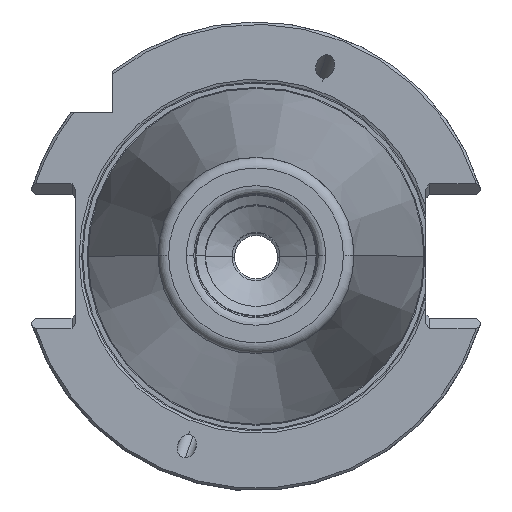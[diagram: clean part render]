
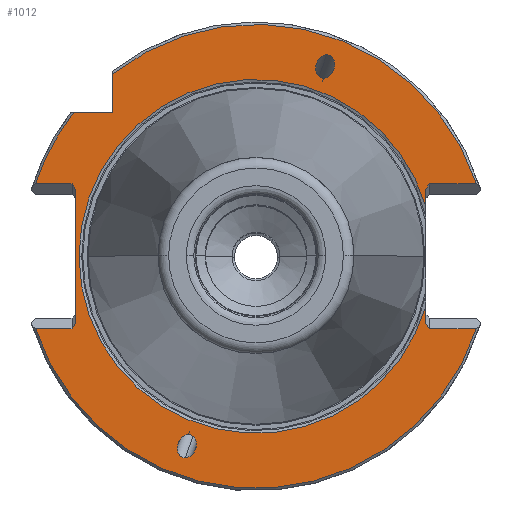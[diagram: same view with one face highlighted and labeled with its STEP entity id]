
A CAD part, top view. The second image highlights one B-rep face of the part: STEP entity #1012.
In plain terms, the highlighted planar face has unit normal (0, 0, 1).
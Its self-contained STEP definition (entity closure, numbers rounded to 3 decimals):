
#954=EDGE_CURVE('NONE',#2324,#2398,#2811,.F.);
#1012=ADVANCED_FACE('NONE',(#2877,#2878,#2879),#2880,.F.);
#1040=EDGE_CURVE('NONE',#2632,#1506,#2914,.T.);
#1042=VERTEX_POINT('NONE',#2916);
#1066=EDGE_CURVE('NONE',#1724,#2470,#2940,.T.);
#1074=EDGE_CURVE('NONE',#2230,#1042,#2950,.F.);
#1082=EDGE_CURVE('NONE',#2242,#1126,#2960,.T.);
#1126=VERTEX_POINT('NONE',#3008);
#1162=EDGE_CURVE('NONE',#1126,#1290,#3049,.F.);
#1188=EDGE_CURVE('NONE',#2324,#2244,#3077,.T.);
#1218=VERTEX_POINT('NONE',#3110);
#1228=EDGE_CURVE('NONE',#2420,#2348,#3120,.T.);
#1272=EDGE_CURVE('NONE',#2420,#2290,#3169,.F.);
#1290=VERTEX_POINT('NONE',#3188);
#1408=EDGE_CURVE('NONE',#2230,#2630,#3320,.T.);
#1506=VERTEX_POINT('NONE',#3429);
#1552=EDGE_CURVE('NONE',#2710,#1628,#3480,.T.);
#1614=VERTEX_POINT('NONE',#3545);
#1628=VERTEX_POINT('NONE',#3561);
#1636=EDGE_CURVE('NONE',#1614,#1042,#3569,.T.);
#1724=VERTEX_POINT('NONE',#3668);
#1728=EDGE_CURVE('NONE',#2348,#2314,#3672,.F.);
#1776=EDGE_CURVE('NONE',#2314,#1290,#3726,.T.);
#1922=EDGE_CURVE('NONE',#2470,#1724,#3887,.T.);
#1956=EDGE_CURVE('NONE',#1506,#2398,#3924,.T.);
#1998=EDGE_CURVE('NONE',#1628,#2710,#3969,.T.);
#2018=EDGE_CURVE('NONE',#2632,#1614,#3992,.F.);
#2230=VERTEX_POINT('NONE',#4231);
#2242=VERTEX_POINT('NONE',#4244);
#2244=VERTEX_POINT('NONE',#4246);
#2290=VERTEX_POINT('NONE',#4296);
#2314=VERTEX_POINT('NONE',#4326);
#2324=VERTEX_POINT('NONE',#4337);
#2348=VERTEX_POINT('NONE',#4365);
#2398=VERTEX_POINT('NONE',#4420);
#2420=VERTEX_POINT('NONE',#4443);
#2462=EDGE_CURVE('NONE',#2290,#1218,#4489,.F.);
#2470=VERTEX_POINT('NONE',#4498);
#2630=VERTEX_POINT('NONE',#4680);
#2632=VERTEX_POINT('NONE',#4682);
#2694=EDGE_CURVE('NONE',#2244,#2732,#4749,.F.);
#2710=VERTEX_POINT('NONE',#4769);
#2728=EDGE_CURVE('NONE',#2732,#1218,#4791,.T.);
#2732=VERTEX_POINT('NONE',#4795);
#2754=EDGE_CURVE('NONE',#2242,#2630,#4819,.F.);
#2811=CIRCLE('',#4873,48.225);
#2877=FACE_OUTER_BOUND('',#5103,.T.);
#2878=FACE_BOUND('',#5104,.T.);
#2879=FACE_BOUND('',#5105,.T.);
#2880=PLANE('',#5106);
#2914=LINE('',#5145,#5146);
#2916=CARTESIAN_POINT('',(-38.25,15.05,-1.5));
#2940=ELLIPSE('',#5232,2.48,1.9);
#2950=LINE('',#5247,#5248);
#2960=LINE('',#5259,#5260);
#3008=CARTESIAN_POINT('',(-45.816,-15.05,-1.5));
#3049=CIRCLE('',#5407,48.225);
#3077=LINE('',#5474,#5475);
#3110=CARTESIAN_POINT('',(35.3,10.348,-1.5));
#3120=LINE('',#5658,#5659);
#3169=CIRCLE('',#5727,36.786);
#3188=CARTESIAN_POINT('',(45.816,-15.05,-1.5));
#3320=LINE('',#5988,#5989);
#3429=CARTESIAN_POINT('',(-29.85,29.85,-1.5));
#3480=ELLIPSE('',#6239,2.48,1.9);
#3545=CARTESIAN_POINT('',(-45.816,15.05,-1.5));
#3561=CARTESIAN_POINT('',(-14.702,-41.887,-1.5));
#3569=LINE('',#6415,#6416);
#3668=CARTESIAN_POINT('',(14.702,41.887,-1.5));
#3672=LINE('',#6575,#6576);
#3726=LINE('',#6753,#6754);
#3887=ELLIPSE('',#7034,2.48,1.9);
#3924=LINE('',#7138,#7139);
#3969=ELLIPSE('',#7208,2.48,1.9);
#3992=CIRCLE('',#7247,48.225);
#4231=CARTESIAN_POINT('',(-37.5,13.989,-1.5));
#4244=CARTESIAN_POINT('',(-38.25,-15.05,-1.5));
#4246=CARTESIAN_POINT('',(36.05,15.05,-1.5));
#4296=CARTESIAN_POINT('',(-36.786,0.,-1.5));
#4326=CARTESIAN_POINT('',(36.05,-15.05,-1.5));
#4337=CARTESIAN_POINT('',(45.816,15.05,-1.5));
#4365=CARTESIAN_POINT('',(35.3,-13.989,-1.5));
#4420=CARTESIAN_POINT('',(-29.85,37.876,-1.5));
#4443=CARTESIAN_POINT('',(35.3,-10.348,-1.5));
#4489=CIRCLE('',#8113,36.786);
#4498=CARTESIAN_POINT('',(14.027,37.047,-1.5));
#4680=CARTESIAN_POINT('',(-37.5,-13.989,-1.5));
#4682=CARTESIAN_POINT('',(-37.876,29.85,-1.5));
#4749=LINE('',#8499,#8500);
#4769=CARTESIAN_POINT('',(-14.027,-37.047,-1.5));
#4791=LINE('',#8581,#8582);
#4795=CARTESIAN_POINT('',(35.3,13.989,-1.5));
#4819=LINE('',#8618,#8619);
#4873=AXIS2_PLACEMENT_3D('',#8741,#8742,#8743);
#5103=EDGE_LOOP('',(#8829,#8830,#8831,#8832,#8833,#8834,#8835,#8836,#8837,#8838,#8839,#8840,#8841,#8842,#8843,#8844,#8845,#8846));
#5104=EDGE_LOOP('',(#8847,#8848));
#5105=EDGE_LOOP('',(#8849,#8850));
#5106=AXIS2_PLACEMENT_3D('',#8851,#8852,#8853);
#5145=CARTESIAN_POINT('',(-26.425,29.85,-1.5));
#5146=VECTOR('',#8910,1.0);
#5232=AXIS2_PLACEMENT_3D('',#8918,#8919,#8920);
#5247=CARTESIAN_POINT('',(-12.415,-21.486,-1.5));
#5248=VECTOR('',#8931,1.0);
#5259=CARTESIAN_POINT('',(-31.95,-15.05,-1.5));
#5260=VECTOR('',#8948,1.0);
#5407=AXIS2_PLACEMENT_3D('',#9042,#9043,#9044);
#5474=CARTESIAN_POINT('',(31.25,15.05,-1.5));
#5475=VECTOR('',#9076,1.0);
#5658=CARTESIAN_POINT('',(35.3,-25.,-1.5));
#5659=VECTOR('',#9115,1.0);
#5727=AXIS2_PLACEMENT_3D('',#9172,#9173,#9174);
#5988=CARTESIAN_POINT('',(-37.5,-25.,-1.5));
#5989=VECTOR('',#9369,1.0);
#6239=AXIS2_PLACEMENT_3D('',#9551,#9552,#9553);
#6415=CARTESIAN_POINT('',(-31.95,15.05,-1.5));
#6416=VECTOR('',#9620,1.0);
#6575=CARTESIAN_POINT('',(37.761,-17.47,-1.5));
#6576=VECTOR('',#9753,1.0);
#6753=CARTESIAN_POINT('',(31.25,-15.05,-1.5));
#6754=VECTOR('',#9822,1.0);
#7034=AXIS2_PLACEMENT_3D('',#10008,#10009,#10010);
#7138=CARTESIAN_POINT('',(-29.85,-10.075,-1.5));
#7139=VECTOR('',#10046,1.0);
#7208=AXIS2_PLACEMENT_3D('',#10091,#10092,#10093);
#7247=AXIS2_PLACEMENT_3D('',#10124,#10125,#10126);
#8113=AXIS2_PLACEMENT_3D('',#10737,#10738,#10739);
#8499=CARTESIAN_POINT('',(14.191,-15.864,-1.5));
#8500=VECTOR('',#11057,1.0);
#8581=CARTESIAN_POINT('',(35.3,-25.,-1.5));
#8582=VECTOR('',#11133,1.0);
#8618=CARTESIAN_POINT('',(-35.985,-11.848,-1.5));
#8619=VECTOR('',#11166,1.0);
#8741=CARTESIAN_POINT('',(0.0,0.0,-1.5));
#8742=DIRECTION('',(0.0,0.0,-1.0));
#8743=DIRECTION('',(1.0,0.,0.0));
#8829=ORIENTED_EDGE('',*,*,#1188,.F.);
#8830=ORIENTED_EDGE('',*,*,#954,.T.);
#8831=ORIENTED_EDGE('',*,*,#1956,.F.);
#8832=ORIENTED_EDGE('',*,*,#1040,.F.);
#8833=ORIENTED_EDGE('',*,*,#2018,.T.);
#8834=ORIENTED_EDGE('',*,*,#1636,.T.);
#8835=ORIENTED_EDGE('',*,*,#1074,.F.);
#8836=ORIENTED_EDGE('',*,*,#1408,.T.);
#8837=ORIENTED_EDGE('',*,*,#2754,.F.);
#8838=ORIENTED_EDGE('',*,*,#1082,.T.);
#8839=ORIENTED_EDGE('',*,*,#1162,.T.);
#8840=ORIENTED_EDGE('',*,*,#1776,.F.);
#8841=ORIENTED_EDGE('',*,*,#1728,.F.);
#8842=ORIENTED_EDGE('',*,*,#1228,.F.);
#8843=ORIENTED_EDGE('',*,*,#1272,.T.);
#8844=ORIENTED_EDGE('',*,*,#2462,.T.);
#8845=ORIENTED_EDGE('',*,*,#2728,.F.);
#8846=ORIENTED_EDGE('',*,*,#2694,.F.);
#8847=ORIENTED_EDGE('',*,*,#1998,.F.);
#8848=ORIENTED_EDGE('',*,*,#1552,.F.);
#8849=ORIENTED_EDGE('',*,*,#1066,.F.);
#8850=ORIENTED_EDGE('',*,*,#1922,.F.);
#8851=CARTESIAN_POINT('',(0.,-50.0,-1.5));
#8852=DIRECTION('',(0.0,0.0,-1.0));
#8853=DIRECTION('',(-1.0,0.0,0.0));
#8910=DIRECTION('',(1.0,0.,0.0));
#8918=CARTESIAN_POINT('',(14.365,39.467,-1.5));
#8919=DIRECTION('',(0.0,-0.0,1.0));
#8920=DIRECTION('',(0.342,0.94,0.0));
#8931=DIRECTION('',(0.577,-0.816,-0.0));
#8948=DIRECTION('',(-1.0,0.,0.0));
#9042=CARTESIAN_POINT('',(0.0,0.0,-1.5));
#9043=DIRECTION('',(0.0,0.0,-1.0));
#9044=DIRECTION('',(1.0,0.,0.0));
#9076=DIRECTION('',(-1.0,0.,0.0));
#9115=DIRECTION('',(0.,-1.0,-0.0));
#9172=CARTESIAN_POINT('',(0.0,0.0,-1.5));
#9173=DIRECTION('',(0.0,0.0,1.0));
#9174=DIRECTION('',(-1.0,0.,0.0));
#9369=DIRECTION('',(0.,-1.0,-0.0));
#9551=CARTESIAN_POINT('',(-14.365,-39.467,-1.5));
#9552=DIRECTION('',(0.0,0.0,1.0));
#9553=DIRECTION('',(-0.342,-0.94,0.0));
#9620=DIRECTION('',(1.0,0.,0.0));
#9753=DIRECTION('',(-0.577,0.816,0.0));
#9822=DIRECTION('',(1.0,0.,0.0));
#10008=CARTESIAN_POINT('',(14.365,39.467,-1.5));
#10009=DIRECTION('',(0.0,-0.0,1.0));
#10010=DIRECTION('',(0.342,0.94,0.0));
#10046=DIRECTION('',(0.,1.0,0.0));
#10091=CARTESIAN_POINT('',(-14.365,-39.467,-1.5));
#10092=DIRECTION('',(0.0,0.0,1.0));
#10093=DIRECTION('',(-0.342,-0.94,0.0));
#10124=CARTESIAN_POINT('',(0.0,0.0,-1.5));
#10125=DIRECTION('',(0.0,0.0,-1.0));
#10126=DIRECTION('',(1.0,0.,0.0));
#10737=CARTESIAN_POINT('',(0.0,0.0,-1.5));
#10738=DIRECTION('',(0.0,0.0,1.0));
#10739=DIRECTION('',(-1.0,0.,0.0));
#11057=DIRECTION('',(0.577,0.816,0.0));
#11133=DIRECTION('',(0.,-1.0,-0.0));
#11166=DIRECTION('',(-0.577,-0.816,0.0));
